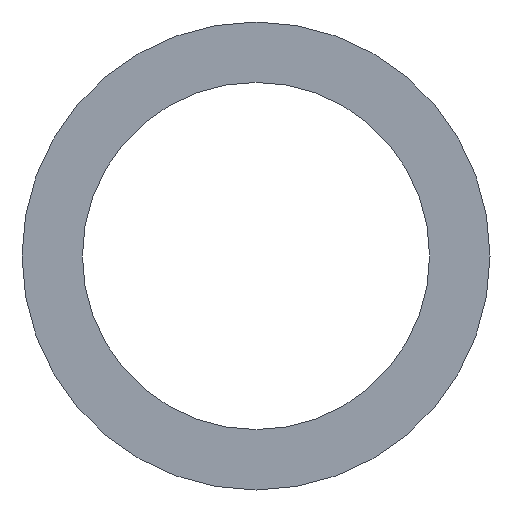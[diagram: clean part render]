
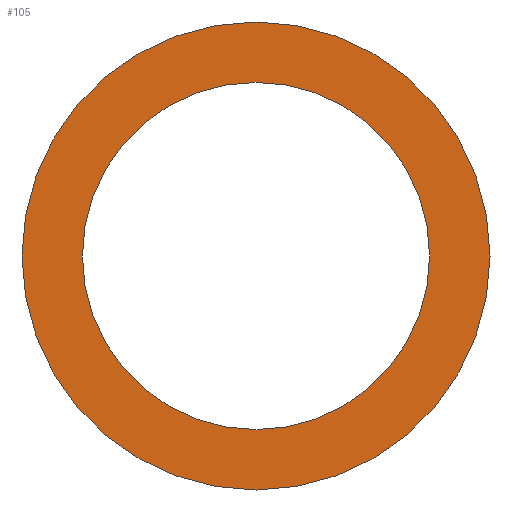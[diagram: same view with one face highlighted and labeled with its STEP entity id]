
A CAD part, front view. The second image highlights one B-rep face of the part: STEP entity #105.
In plain terms, the highlighted planar face has unit normal (0, -1, 0).
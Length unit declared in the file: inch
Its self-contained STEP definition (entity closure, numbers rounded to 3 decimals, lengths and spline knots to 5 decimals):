
#55=FACE_BOUND('',#67,.T.);
#57=PLANE('',#135);
#61=FACE_OUTER_BOUND('',#66,.T.);
#66=EDGE_LOOP('',(#98));
#67=EDGE_LOOP('',(#99));
#73=CIRCLE('',#130,1.4375);
#75=CIRCLE('',#133,1.9375);
#79=VERTEX_POINT('',#205);
#81=VERTEX_POINT('',#211);
#84=EDGE_CURVE('',#79,#79,#73,.T.);
#87=EDGE_CURVE('',#81,#81,#75,.T.);
#98=ORIENTED_EDGE('',*,*,#87,.F.);
#99=ORIENTED_EDGE('',*,*,#84,.F.);
#105=ADVANCED_FACE('',(#61,#55),#57,.F.);
#130=AXIS2_PLACEMENT_3D('',#207,#158,#159);
#133=AXIS2_PLACEMENT_3D('',#213,#165,#166);
#135=AXIS2_PLACEMENT_3D('',#215,#169,#170);
#158=DIRECTION('center_axis',(0.,-1.,0.));
#159=DIRECTION('ref_axis',(1.,0.,0.));
#165=DIRECTION('center_axis',(0.,1.,0.));
#166=DIRECTION('ref_axis',(-1.,0.,0.));
#169=DIRECTION('center_axis',(0.,1.,0.));
#170=DIRECTION('ref_axis',(0.,0.,1.));
#205=CARTESIAN_POINT('',(-1.4375,0.,0.));
#207=CARTESIAN_POINT('Origin',(0.,0.,0.));
#211=CARTESIAN_POINT('',(1.9375,0.,0.));
#213=CARTESIAN_POINT('Origin',(0.,0.,0.));
#215=CARTESIAN_POINT('Origin',(0.,0.,0.));
